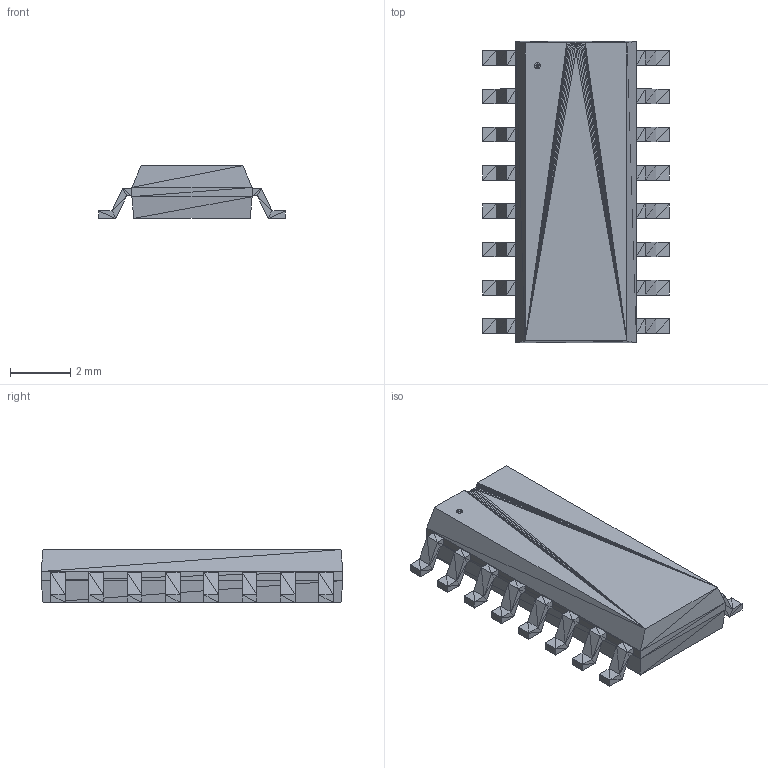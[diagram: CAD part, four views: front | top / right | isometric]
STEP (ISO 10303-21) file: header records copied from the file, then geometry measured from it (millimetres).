
FILE_DESCRIPTION(('STEP AP214'),'1');
FILE_NAME('21-0041B_16','2017-01-10T12:39:38',(''),(''),'','','');
FILE_SCHEMA(('AUTOMOTIVE_DESIGN'));
Length unit declared in the file: millimetre
Products named in the file (1): product
Bounding box: 6.2 x 10.01 x 1.76 mm (x, y, z)
Surface area: 161.7 mm2 (no closed solid volume)
Topology: 0 solids, 677 shells, 677 faces, 2031 edges, 2031 vertices
Faces by surface type: plane 677
Entity records: 22400 total; most frequent: CARTESIAN_POINT 4740, DIRECTION 3387, ORIENTED_EDGE 2031, EDGE_CURVE 2031, VERTEX_POINT 2031, LINE 2031, VECTOR 2031, AXIS2_PLACEMENT_3D 678
